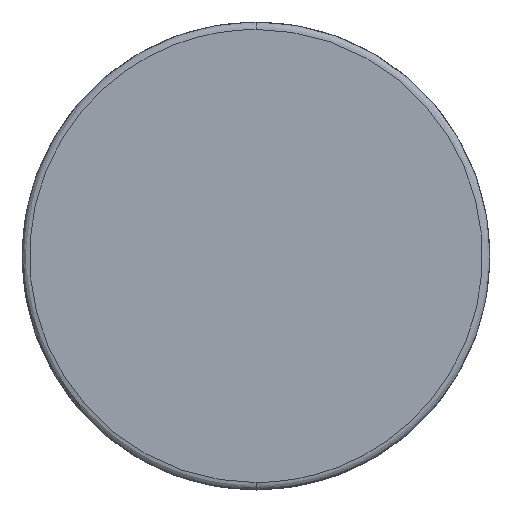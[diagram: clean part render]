
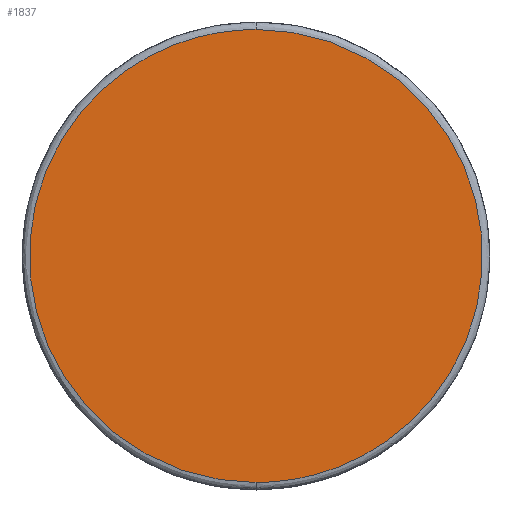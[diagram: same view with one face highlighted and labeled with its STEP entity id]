
A CAD part, left-side view. The second image highlights one B-rep face of the part: STEP entity #1837.
In plain terms, the highlighted planar face has unit normal (-1, 0, 0).
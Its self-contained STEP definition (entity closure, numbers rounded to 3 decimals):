
#203 = VERTEX_POINT ( 'NONE', #1339 ) ;
#550 = ORIENTED_EDGE ( 'NONE', *, *, #2755, .F. ) ;
#697 = DIRECTION ( 'NONE',  ( 1., 0., 0. ) ) ;
#715 = CARTESIAN_POINT ( 'NONE',  ( -312.45, 0., -182. ) ) ;
#890 = EDGE_CURVE ( 'NONE', #3197, #203, #1549, .T. ) ;
#1162 = EDGE_LOOP ( 'NONE', ( #2303, #550 ) ) ;
#1216 =( BOUNDED_CURVE ( )  B_SPLINE_CURVE ( 3, ( #1790, #2108, #2375, #1544 ),
 .UNSPECIFIED., .F., .F. ) 
 B_SPLINE_CURVE_WITH_KNOTS ( ( 4, 4 ),
 ( 0., 1. ),
 .UNSPECIFIED. ) 
 CURVE ( )  GEOMETRIC_REPRESENTATION_ITEM ( )  RATIONAL_B_SPLINE_CURVE ( ( 0.957, 0.319, 0.319, 0.957 ) ) 
 REPRESENTATION_ITEM ( '' )  );
#1270 = DIRECTION ( 'NONE',  ( 0., 0., -1. ) ) ;
#1326 = AXIS2_PLACEMENT_3D ( 'NONE', #3583, #697, #1270 ) ;
#1334 = CARTESIAN_POINT ( 'NONE',  ( -312.45, 0., -182. ) ) ;
#1339 = CARTESIAN_POINT ( 'NONE',  ( -312.45, 0., 182. ) ) ;
#1544 = CARTESIAN_POINT ( 'NONE',  ( -312.45, 0., -182. ) ) ;
#1549 =( BOUNDED_CURVE ( )  B_SPLINE_CURVE ( 3, ( #715, #1830, #3597, #2672 ),
 .UNSPECIFIED., .F., .T. ) 
 B_SPLINE_CURVE_WITH_KNOTS ( ( 4, 4 ),
 ( 0., 1. ),
 .UNSPECIFIED. ) 
 CURVE ( )  GEOMETRIC_REPRESENTATION_ITEM ( )  RATIONAL_B_SPLINE_CURVE ( ( 0.957, 0.319, 0.319, 0.957 ) ) 
 REPRESENTATION_ITEM ( '' )  );
#1560 = PLANE ( 'NONE',  #1326 ) ;
#1790 = CARTESIAN_POINT ( 'NONE',  ( -312.45, 0., 182. ) ) ;
#1830 = CARTESIAN_POINT ( 'NONE',  ( -312.45, 364., -182. ) ) ;
#1837 = ADVANCED_FACE ( 'NONE', ( #1966 ), #1560, .F. ) ;
#1966 = FACE_OUTER_BOUND ( 'NONE', #1162, .T. ) ;
#2108 = CARTESIAN_POINT ( 'NONE',  ( -312.45, -364., 182. ) ) ;
#2303 = ORIENTED_EDGE ( 'NONE', *, *, #890, .F. ) ;
#2375 = CARTESIAN_POINT ( 'NONE',  ( -312.45, -364., -182. ) ) ;
#2672 = CARTESIAN_POINT ( 'NONE',  ( -312.45, 0., 182. ) ) ;
#2755 = EDGE_CURVE ( 'NONE', #203, #3197, #1216, .T. ) ;
#3197 = VERTEX_POINT ( 'NONE', #1334 ) ;
#3583 = CARTESIAN_POINT ( 'NONE',  ( -312.45, -184.184, 184.184 ) ) ;
#3597 = CARTESIAN_POINT ( 'NONE',  ( -312.45, 364., 182. ) ) ;
